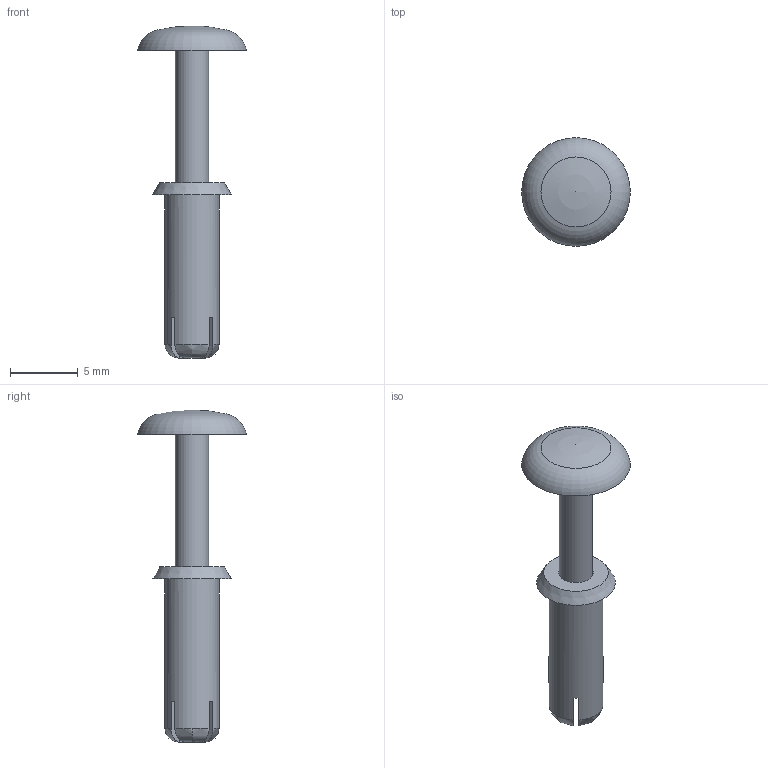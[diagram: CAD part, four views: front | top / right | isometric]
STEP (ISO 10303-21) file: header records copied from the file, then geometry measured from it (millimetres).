
FILE_DESCRIPTION(/* description */ (''),/* implementation_level */ '2;1');
FILE_NAME(/* name */ 'Matrix_11-6003.ipt.stp',/* time_stamp */ '2014-12-18T17:43:58-08:00',/* author */ ('Autodesk Inc.'),/* organization */ ('Autodesk Inc.'),/* preprocessor_version */ 'ST-DEVELOPER v15.6',/* originating_system */ 'Autodesk Inventor 2015',/* authorisation */ '');
FILE_SCHEMA (('AUTOMOTIVE_DESIGN { 1 0 10303 214 3 1 1 }'));
Length unit declared in the file: millimetre
Products named in the file (1): Matrix_11-6003
Bounding box: 8 x 8 x 24.43 mm (x, y, z)
Volume: 243.7 mm3; surface area: 461.1 mm2
Topology: 1 solids, 1 shells, 30 faces, 71 edges, 47 vertices
Faces by surface type: plane 18, bspline 5, cylinder 3, cone 2, sphere 1, torus 1
Full cylindrical faces by diameter (mm): 2.45 x1, 2.55 x1, 3.98 x1
Entity records: 1347 total; most frequent: CARTESIAN_POINT 680, DIRECTION 130, ORIENTED_EDGE 124, EDGE_CURVE 62, AXIS2_PLACEMENT_3D 51, VERTEX_POINT 45, EDGE_LOOP 41, FACE_OUTER_BOUND 30
